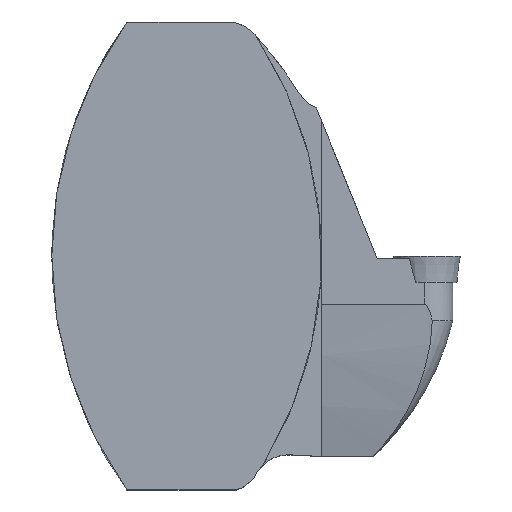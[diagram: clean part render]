
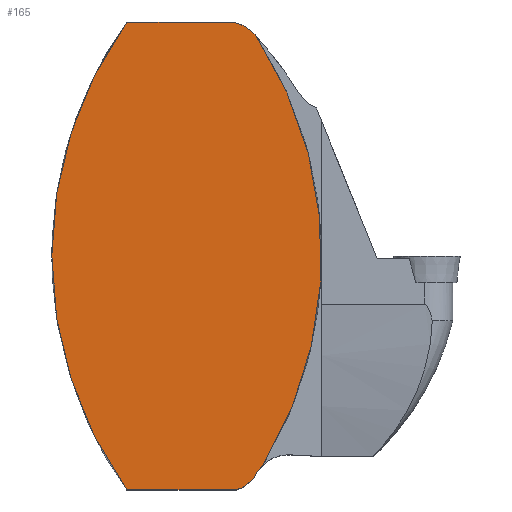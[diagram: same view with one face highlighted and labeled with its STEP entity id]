
A CAD part, top view. The second image highlights one B-rep face of the part: STEP entity #165.
In plain terms, the highlighted planar face has unit normal (0, 0, 1).
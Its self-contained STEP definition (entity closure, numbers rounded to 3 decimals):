
#146=PLANE('',#818);
#165=ADVANCED_FACE('',(#221),#146,.T.);
#221=FACE_OUTER_BOUND('',#249,.T.);
#249=EDGE_LOOP('',(#371,#372,#373,#374,#375,#376,#377,#378));
#317=CIRCLE('',#812,60.25);
#318=CIRCLE('',#813,60.5);
#319=CIRCLE('',#814,6.5);
#320=CIRCLE('',#815,60.25);
#321=CIRCLE('',#816,5.);
#322=CIRCLE('',#817,5.5);
#371=ORIENTED_EDGE('',*,*,#606,.F.);
#372=ORIENTED_EDGE('',*,*,#607,.T.);
#373=ORIENTED_EDGE('',*,*,#608,.T.);
#374=ORIENTED_EDGE('',*,*,#609,.F.);
#375=ORIENTED_EDGE('',*,*,#610,.T.);
#376=ORIENTED_EDGE('',*,*,#602,.T.);
#377=ORIENTED_EDGE('',*,*,#611,.F.);
#378=ORIENTED_EDGE('',*,*,#612,.F.);
#537=VERTEX_POINT('',#1213);
#538=VERTEX_POINT('',#1214);
#541=VERTEX_POINT('',#1222);
#542=VERTEX_POINT('',#1223);
#543=VERTEX_POINT('',#1225);
#544=VERTEX_POINT('',#1227);
#545=VERTEX_POINT('',#1229);
#546=VERTEX_POINT('',#1232);
#602=EDGE_CURVE('',#537,#538,#683,.T.);
#606=EDGE_CURVE('',#541,#542,#317,.T.);
#607=EDGE_CURVE('',#541,#543,#318,.T.);
#608=EDGE_CURVE('',#543,#544,#319,.T.);
#609=EDGE_CURVE('',#545,#544,#687,.T.);
#610=EDGE_CURVE('',#545,#537,#320,.T.);
#611=EDGE_CURVE('',#546,#538,#321,.T.);
#612=EDGE_CURVE('',#542,#546,#322,.T.);
#683=LINE('',#1212,#721);
#687=LINE('',#1228,#725);
#721=VECTOR('',#917,1.);
#725=VECTOR('',#929,1.);
#812=AXIS2_PLACEMENT_3D('',#1221,#923,#924);
#813=AXIS2_PLACEMENT_3D('',#1224,#925,#926);
#814=AXIS2_PLACEMENT_3D('',#1226,#927,#928);
#815=AXIS2_PLACEMENT_3D('',#1230,#930,#931);
#816=AXIS2_PLACEMENT_3D('',#1231,#932,#933);
#817=AXIS2_PLACEMENT_3D('',#1233,#934,#935);
#818=AXIS2_PLACEMENT_3D('',#1234,#936,#937);
#917=DIRECTION('',(1.,0.,0.));
#923=DIRECTION('',(0.,0.,-1.));
#924=DIRECTION('',(1.,0.,0.));
#925=DIRECTION('',(0.,0.,1.));
#926=DIRECTION('',(1.,0.,0.));
#927=DIRECTION('',(0.,0.,1.));
#928=DIRECTION('',(1.,0.,0.));
#929=DIRECTION('',(1.,0.,0.));
#930=DIRECTION('',(0.,0.,1.));
#931=DIRECTION('',(1.,0.,0.));
#932=DIRECTION('',(0.,0.,-1.));
#933=DIRECTION('',(1.,0.,0.));
#934=DIRECTION('',(0.,0.,1.));
#935=DIRECTION('',(1.,0.,0.));
#936=DIRECTION('',(0.,0.,1.));
#937=DIRECTION('',(1.,0.,0.));
#1212=CARTESIAN_POINT('',(-20.25,-35.,0.5));
#1213=CARTESIAN_POINT('',(-8.891,-35.,0.5));
#1214=CARTESIAN_POINT('',(7.5,-35.,0.5));
#1221=CARTESIAN_POINT('',(-40.,0.,0.5));
#1222=CARTESIAN_POINT('',(10.497,32.865,0.5));
#1223=CARTESIAN_POINT('',(11.487,-31.292,0.5));
#1224=CARTESIAN_POINT('',(-34.468,-7.612,0.5));
#1225=CARTESIAN_POINT('',(10.311,33.071,0.5));
#1226=CARTESIAN_POINT('',(5.5,28.7,0.5));
#1227=CARTESIAN_POINT('',(7.1,35.,0.5));
#1228=CARTESIAN_POINT('',(-20.25,35.,0.5));
#1229=CARTESIAN_POINT('',(-8.891,35.,0.5));
#1230=CARTESIAN_POINT('',(40.15,0.,0.5));
#1231=CARTESIAN_POINT('',(6.1,-30.2,0.5));
#1232=CARTESIAN_POINT('',(10.484,-32.604,0.5));
#1233=CARTESIAN_POINT('',(15.306,-35.249,0.5));
#1234=CARTESIAN_POINT('',(-20.25,35.,0.5));
